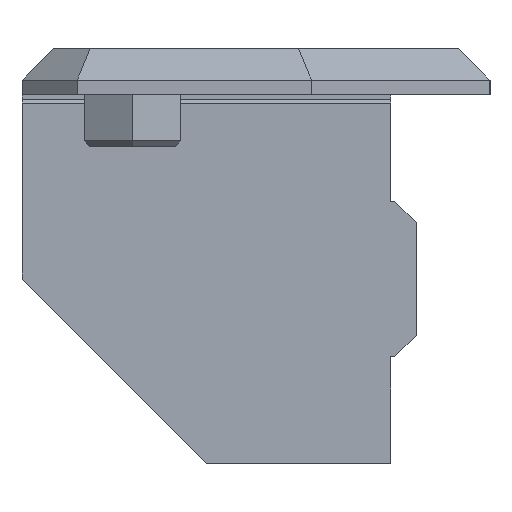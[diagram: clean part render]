
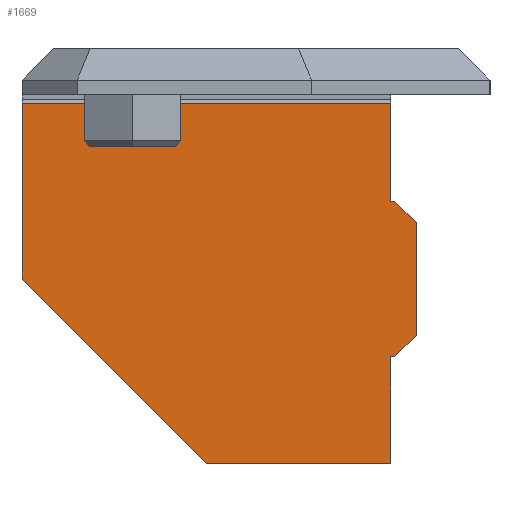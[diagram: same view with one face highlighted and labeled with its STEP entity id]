
A CAD part, front view. The second image highlights one B-rep face of the part: STEP entity #1669.
In plain terms, the highlighted planar face has unit normal (0, -1, 0).
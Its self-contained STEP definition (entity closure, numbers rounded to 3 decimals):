
#91=FACE_OUTER_BOUND('',#192,.T.);
#192=EDGE_LOOP('',(#1313,#1314,#1315,#1316,#1317,#1318,#1319,#1320,#1321,
#1322,#1323));
#259=LINE('',#2321,#479);
#286=LINE('',#2381,#506);
#292=LINE('',#2393,#512);
#378=LINE('',#2573,#598);
#379=LINE('',#2576,#599);
#381=LINE('',#2580,#601);
#382=LINE('',#2582,#602);
#383=LINE('',#2584,#603);
#384=LINE('',#2586,#604);
#385=LINE('',#2588,#605);
#386=LINE('',#2589,#606);
#479=VECTOR('',#1870,10.);
#506=VECTOR('',#1919,10.);
#512=VECTOR('',#1927,10.);
#598=VECTOR('',#2095,10.);
#599=VECTOR('',#2098,10.);
#601=VECTOR('',#2102,10.);
#602=VECTOR('',#2103,10.);
#603=VECTOR('',#2104,10.);
#604=VECTOR('',#2105,10.);
#605=VECTOR('',#2106,10.);
#606=VECTOR('',#2107,10.);
#697=VERTEX_POINT('',#2318);
#698=VERTEX_POINT('',#2320);
#720=VERTEX_POINT('',#2379);
#725=VERTEX_POINT('',#2391);
#778=VERTEX_POINT('',#2571);
#779=VERTEX_POINT('',#2575);
#780=VERTEX_POINT('',#2579);
#781=VERTEX_POINT('',#2581);
#782=VERTEX_POINT('',#2583);
#783=VERTEX_POINT('',#2585);
#784=VERTEX_POINT('',#2587);
#847=EDGE_CURVE('',#698,#697,#259,.T.);
#877=EDGE_CURVE('',#720,#697,#286,.T.);
#883=EDGE_CURVE('',#725,#720,#292,.T.);
#974=EDGE_CURVE('',#778,#698,#378,.T.);
#975=EDGE_CURVE('',#778,#779,#379,.T.);
#977=EDGE_CURVE('',#780,#725,#381,.T.);
#978=EDGE_CURVE('',#781,#780,#382,.T.);
#979=EDGE_CURVE('',#782,#781,#383,.T.);
#980=EDGE_CURVE('',#783,#782,#384,.T.);
#981=EDGE_CURVE('',#784,#783,#385,.T.);
#982=EDGE_CURVE('',#779,#784,#386,.T.);
#1313=ORIENTED_EDGE('',*,*,#877,.F.);
#1314=ORIENTED_EDGE('',*,*,#883,.F.);
#1315=ORIENTED_EDGE('',*,*,#977,.F.);
#1316=ORIENTED_EDGE('',*,*,#978,.F.);
#1317=ORIENTED_EDGE('',*,*,#979,.F.);
#1318=ORIENTED_EDGE('',*,*,#980,.F.);
#1319=ORIENTED_EDGE('',*,*,#981,.F.);
#1320=ORIENTED_EDGE('',*,*,#982,.F.);
#1321=ORIENTED_EDGE('',*,*,#975,.F.);
#1322=ORIENTED_EDGE('',*,*,#974,.T.);
#1323=ORIENTED_EDGE('',*,*,#847,.T.);
#1572=PLANE('',#1796);
#1669=ADVANCED_FACE('',(#91),#1572,.T.);
#1796=AXIS2_PLACEMENT_3D('',#2578,#2100,#2101);
#1870=DIRECTION('',(0.,0.,-1.));
#1919=DIRECTION('',(-0.707,0.,0.707));
#1927=DIRECTION('',(-1.,0.,0.));
#2095=DIRECTION('',(-1.,0.,0.));
#2098=DIRECTION('',(0.,0.,-1.));
#2100=DIRECTION('center_axis',(0.,-1.,0.));
#2101=DIRECTION('ref_axis',(-1.,0.,0.));
#2102=DIRECTION('',(0.,0.,-1.));
#2103=DIRECTION('',(-1.,0.,0.));
#2104=DIRECTION('',(-0.707,0.,-0.707));
#2105=DIRECTION('',(0.,0.,-1.));
#2106=DIRECTION('',(0.707,0.,-0.707));
#2107=DIRECTION('',(1.,0.,0.));
#2318=CARTESIAN_POINT('',(0.,14.55,-10.));
#2320=CARTESIAN_POINT('',(0.,14.55,-0.45));
#2321=CARTESIAN_POINT('',(0.,14.55,0.));
#2379=CARTESIAN_POINT('',(10.,14.55,-20.));
#2381=CARTESIAN_POINT('',(5.,14.55,-15.));
#2391=CARTESIAN_POINT('',(20.,14.55,-20.));
#2393=CARTESIAN_POINT('',(0.,14.55,-20.));
#2571=CARTESIAN_POINT('',(20.,14.55,-0.45));
#2573=CARTESIAN_POINT('',(10.,14.55,-0.45));
#2575=CARTESIAN_POINT('',(20.,14.55,-5.775));
#2576=CARTESIAN_POINT('',(20.,14.55,0.));
#2578=CARTESIAN_POINT('Origin',(20.,14.55,0.));
#2579=CARTESIAN_POINT('',(20.,14.55,-14.225));
#2580=CARTESIAN_POINT('',(20.,14.55,0.));
#2581=CARTESIAN_POINT('',(20.225,14.55,-14.225));
#2582=CARTESIAN_POINT('',(20.35,14.55,-14.225));
#2583=CARTESIAN_POINT('',(21.4,14.55,-13.05));
#2584=CARTESIAN_POINT('',(21.4,14.55,-13.05));
#2585=CARTESIAN_POINT('',(21.4,14.55,-6.95));
#2586=CARTESIAN_POINT('',(21.4,14.55,-11.525));
#2587=CARTESIAN_POINT('',(20.225,14.55,-5.775));
#2588=CARTESIAN_POINT('',(21.988,14.55,-7.538));
#2589=CARTESIAN_POINT('',(20.463,14.55,-5.775));
